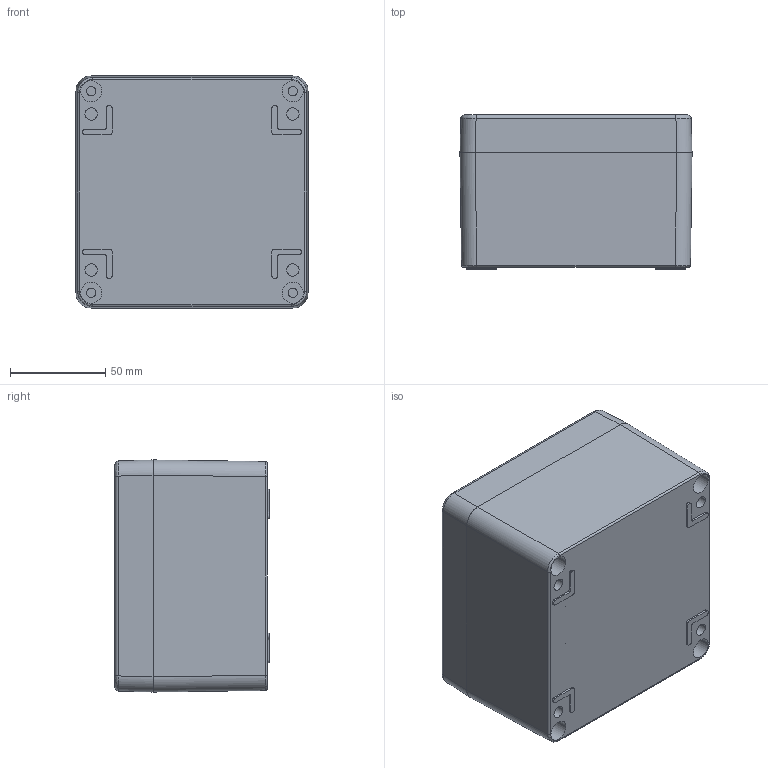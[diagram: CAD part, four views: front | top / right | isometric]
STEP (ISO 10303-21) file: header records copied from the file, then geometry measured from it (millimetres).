
FILE_DESCRIPTION((''),'2;1');
FILE_NAME('CA-220_ASM','2010-04-13T',('M.Fehring'),(''),'PRO/ENGINEER BY PARAMETRIC TECHNOLOGY CORPORATION, 2005070','PRO/ENGINEER BY PARAMETRIC TECHNOLOGY CORPORATION, 2005070','');
FILE_SCHEMA(('AUTOMOTIVE_DESIGN_CC2 { 1 2 10303 214 -1 1 5 2 }'));
Length unit declared in the file: millimetre
Products named in the file (8): CA-220_UT_PRT; 9261018000; CA-220_UT_ASM; CA-210_CA-220_DE_PRT; 9261116000; CA-210_CA-220_DE_ASM; 9261021000; CA-220_ASM
Assembly tree (13 placements, depth 3):
  CA-220_ASM
    CA-220_UT_ASM
      CA-220_UT_PRT
      9261018000  x4
    CA-210_CA-220_DE_ASM
      CA-210_CA-220_DE_PRT
      9261116000
    9261021000  x4
Bounding box: 122 x 81 x 122 mm (x, y, z)
Volume: 328238.4 mm3; surface area: 155997.3 mm2
Topology: 16 solids, 16 shells, 930 faces, 2466 edges, 1575 vertices
Faces by surface type: plane 431, cylinder 279, cone 165, bspline 32, torus 23
Entity records: 23977 total; most frequent: CARTESIAN_POINT 5848, ORIENTED_EDGE 2868, DIRECTION 2792, PRESENTATION_STYLE_ASSIGNMENT 1440, STYLED_ITEM 1440, CURVE_STYLE 1434, EDGE_CURVE 1434, AXIS2_PLACEMENT_3D 1036
